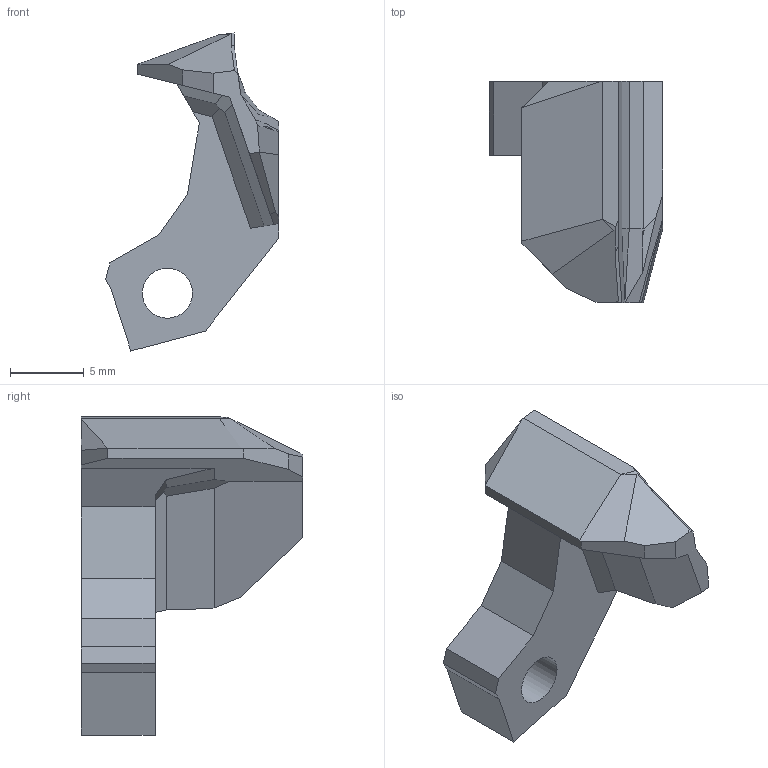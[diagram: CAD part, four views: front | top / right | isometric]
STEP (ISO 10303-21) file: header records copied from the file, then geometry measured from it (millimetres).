
FILE_DESCRIPTION(/* description */ (''),/* implementation_level */ '2;1');
FILE_NAME(/* name */ '',/* time_stamp */ '2024-08-17T23:45:06+08:00',/* author */ (''),/* organization */ (''),/* preprocessor_version */ 'ST-DEVELOPER v20',/* originating_system */ 'Autodesk Translation Framework v13.14.0.145',/* authorisation */ '');
FILE_SCHEMA (('AUTOMOTIVE_DESIGN { 1 0 10303 214 3 1 1 }'));
Length unit declared in the file: millimetre
Products named in the file (1): 00
Bounding box: 11.74 x 15 x 21.56 mm (x, y, z)
Volume: 888.6 mm3; surface area: 879.7 mm2
Topology: 1 solids, 1 shells, 54 faces, 151 edges, 99 vertices
Faces by surface type: plane 52, cylinder 1, bspline 1
Full cylindrical faces by diameter (mm): 3.4 x1
Entity records: 1764 total; most frequent: CARTESIAN_POINT 347, ORIENTED_EDGE 302, DIRECTION 257, EDGE_CURVE 151, LINE 143, VECTOR 143, VERTEX_POINT 99, AXIS2_PLACEMENT_3D 57
